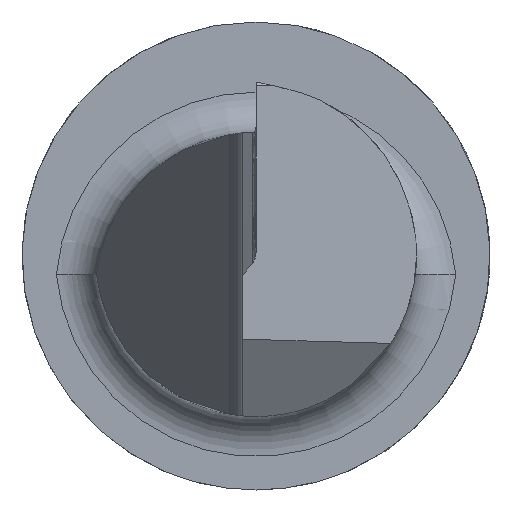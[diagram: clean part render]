
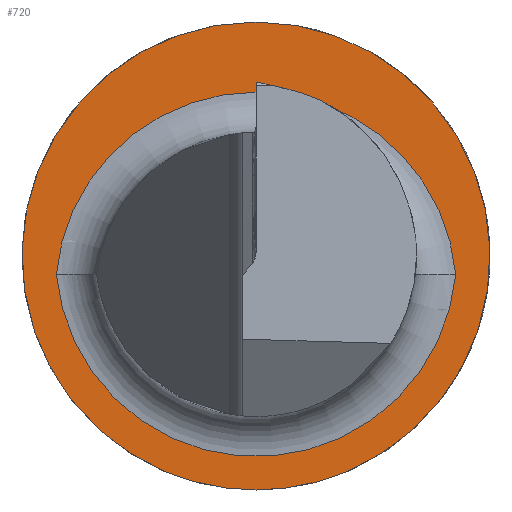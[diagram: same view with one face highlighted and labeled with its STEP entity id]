
A CAD part, left-side view. The second image highlights one B-rep face of the part: STEP entity #720.
In plain terms, the highlighted planar face has unit normal (-1, 0, 0).
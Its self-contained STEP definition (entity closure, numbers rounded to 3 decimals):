
#28 = EDGE_CURVE ( 'NONE', #589, #330, #252, .T. ) ;
#43 = CARTESIAN_POINT ( 'NONE',  ( -20.55, 2.987, -0.275 ) ) ;
#45 = VERTEX_POINT ( 'NONE', #570 ) ;
#49 = CARTESIAN_POINT ( 'NONE',  ( -20.55, 0., -0.55 ) ) ;
#62 = ORIENTED_EDGE ( 'NONE', *, *, #841, .T. ) ;
#63 = CARTESIAN_POINT ( 'NONE',  ( -20.55, 0., -3.5 ) ) ;
#77 = AXIS2_PLACEMENT_3D ( 'NONE', #849, #419, #205 ) ;
#96 = EDGE_CURVE ( 'NONE', #330, #579, #747, .T. ) ;
#132 = CARTESIAN_POINT ( 'NONE',  ( -20.55, 0., -3.5 ) ) ;
#161 = DIRECTION ( 'NONE',  ( 0., 0., 1. ) ) ;
#171 = CARTESIAN_POINT ( 'NONE',  ( -20.55, 0., 0. ) ) ;
#174 = DIRECTION ( 'NONE',  ( -1., 0., 0. ) ) ;
#193 = AXIS2_PLACEMENT_3D ( 'NONE', #436, #641, #586 ) ;
#195 = ORIENTED_EDGE ( 'NONE', *, *, #96, .F. ) ;
#198 = AXIS2_PLACEMENT_3D ( 'NONE', #666, #174, #161 ) ;
#201 = CARTESIAN_POINT ( 'NONE',  ( -20.55, -1.349, -3.23 ) ) ;
#205 = DIRECTION ( 'NONE',  ( 0., 0., 1. ) ) ;
#207 = CIRCLE ( 'NONE', #675, 3.5 ) ;
#217 = CARTESIAN_POINT ( 'NONE',  ( -20.55, -0.462, -3.5 ) ) ;
#223 = FACE_OUTER_BOUND ( 'NONE', #421, .T. ) ;
#246 = B_SPLINE_CURVE_WITH_KNOTS ( 'NONE', 3,
 ( #132, #802, #911, #540 ),
 .UNSPECIFIED., .F., .F.,
 ( 4, 4 ),
 ( 0.5, 1. ),
 .UNSPECIFIED. ) ;
#250 = DIRECTION ( 'NONE',  ( 0., 0., -1. ) ) ;
#252 = CIRCLE ( 'NONE', #198, 3. ) ;
#273 = CARTESIAN_POINT ( 'NONE',  ( -20.55, -2.987, -0.275 ) ) ;
#278 = CIRCLE ( 'NONE', #765, 3.5 ) ;
#327 = EDGE_LOOP ( 'NONE', ( #351, #743, #195 ) ) ;
#330 = VERTEX_POINT ( 'NONE', #416 ) ;
#351 = ORIENTED_EDGE ( 'NONE', *, *, #28, .F. ) ;
#363 = ORIENTED_EDGE ( 'NONE', *, *, #804, .F. ) ;
#413 = CARTESIAN_POINT ( 'NONE',  ( -20.55, 0., 3.5 ) ) ;
#416 = CARTESIAN_POINT ( 'NONE',  ( -20.55, 0., 2.45 ) ) ;
#419 = DIRECTION ( 'NONE',  ( -1., 0., 0. ) ) ;
#421 = EDGE_LOOP ( 'NONE', ( #62, #484, #363, #617 ) ) ;
#436 = CARTESIAN_POINT ( 'NONE',  ( -20.55, 0., 2.45 ) ) ;
#437 = VERTEX_POINT ( 'NONE', #814 ) ;
#445 = AXIS2_PLACEMENT_3D ( 'NONE', #49, #483, #923 ) ;
#465 = EDGE_CURVE ( 'NONE', #534, #45, #278, .T. ) ;
#483 = DIRECTION ( 'NONE',  ( -1., 0., 0. ) ) ;
#484 = ORIENTED_EDGE ( 'NONE', *, *, #465, .T. ) ;
#534 = VERTEX_POINT ( 'NONE', #413 ) ;
#540 = CARTESIAN_POINT ( 'NONE',  ( -20.55, 1.349, -3.23 ) ) ;
#570 = CARTESIAN_POINT ( 'NONE',  ( -20.55, 1.349, -3.23 ) ) ;
#579 = VERTEX_POINT ( 'NONE', #43 ) ;
#586 = DIRECTION ( 'NONE',  ( 0., 0., -1. ) ) ;
#589 = VERTEX_POINT ( 'NONE', #273 ) ;
#602 = FACE_BOUND ( 'NONE', #327, .T. ) ;
#617 = ORIENTED_EDGE ( 'NONE', *, *, #787, .F. ) ;
#625 = VERTEX_POINT ( 'NONE', #916 ) ;
#641 = DIRECTION ( 'NONE',  ( 1., 0., 0. ) ) ;
#666 = CARTESIAN_POINT ( 'NONE',  ( -20.55, 0., -0.55 ) ) ;
#673 = DIRECTION ( 'NONE',  ( -1., 0., 0. ) ) ;
#675 = AXIS2_PLACEMENT_3D ( 'NONE', #905, #761, #250 ) ;
#720 = ADVANCED_FACE ( 'NONE', ( #602, #223 ), #728, .F. ) ;
#728 = PLANE ( 'NONE',  #193 ) ;
#743 = ORIENTED_EDGE ( 'NONE', *, *, #903, .F. ) ;
#747 = CIRCLE ( 'NONE', #445, 3. ) ;
#750 = DIRECTION ( 'NONE',  ( 0., 0., -1. ) ) ;
#761 = DIRECTION ( 'NONE',  ( -1., 0., 0. ) ) ;
#765 = AXIS2_PLACEMENT_3D ( 'NONE', #171, #673, #750 ) ;
#787 = EDGE_CURVE ( 'NONE', #437, #625, #921, .T. ) ;
#802 = CARTESIAN_POINT ( 'NONE',  ( -20.55, 0.462, -3.5 ) ) ;
#804 = EDGE_CURVE ( 'NONE', #625, #45, #246, .T. ) ;
#814 = CARTESIAN_POINT ( 'NONE',  ( -20.55, -1.349, -3.23 ) ) ;
#841 = EDGE_CURVE ( 'NONE', #437, #534, #207, .T. ) ;
#849 = CARTESIAN_POINT ( 'NONE',  ( -20.55, 0., 0. ) ) ;
#866 = CARTESIAN_POINT ( 'NONE',  ( -20.55, -0.923, -3.407 ) ) ;
#903 = EDGE_CURVE ( 'NONE', #579, #589, #914, .T. ) ;
#905 = CARTESIAN_POINT ( 'NONE',  ( -20.55, 0., 0. ) ) ;
#911 = CARTESIAN_POINT ( 'NONE',  ( -20.55, 0.923, -3.407 ) ) ;
#914 = CIRCLE ( 'NONE', #77, 3. ) ;
#916 = CARTESIAN_POINT ( 'NONE',  ( -20.55, 0., -3.5 ) ) ;
#921 = B_SPLINE_CURVE_WITH_KNOTS ( 'NONE', 3,
 ( #201, #866, #217, #63 ),
 .UNSPECIFIED., .F., .F.,
 ( 4, 4 ),
 ( 0., 0.5 ),
 .UNSPECIFIED. ) ;
#923 = DIRECTION ( 'NONE',  ( 0., 0., 1. ) ) ;
